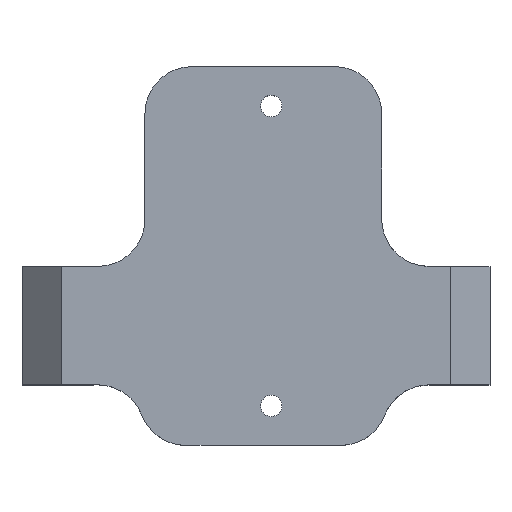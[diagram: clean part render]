
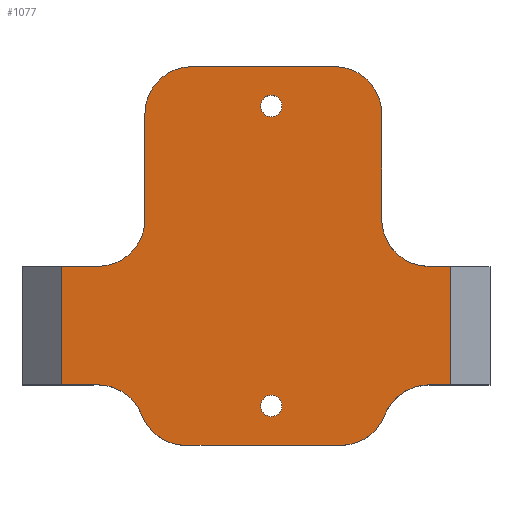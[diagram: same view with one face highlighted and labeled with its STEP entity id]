
A CAD part, top view. The second image highlights one B-rep face of the part: STEP entity #1077.
In plain terms, the highlighted planar face has unit normal (0, 0, 1).
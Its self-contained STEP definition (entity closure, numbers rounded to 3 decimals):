
#38=CIRCLE('',#1132,6.);
#41=CIRCLE('',#1137,6.);
#50=CIRCLE('',#1148,6.);
#51=CIRCLE('',#1150,6.);
#52=CIRCLE('',#1152,6.);
#53=CIRCLE('',#1155,6.);
#55=CIRCLE('',#1161,6.);
#56=CIRCLE('',#1164,6.);
#61=CIRCLE('',#1177,1.35);
#62=CIRCLE('',#1180,1.35);
#79=FACE_BOUND('',#194,.T.);
#80=FACE_BOUND('',#195,.T.);
#123=FACE_OUTER_BOUND('',#193,.T.);
#193=EDGE_LOOP('',(#895,#896,#897,#898,#899,#900,#901,#902,#903,#904,#905,
#906,#907,#908,#909,#910,#911,#912));
#194=EDGE_LOOP('',(#913));
#195=EDGE_LOOP('',(#914));
#247=LINE('',#1575,#361);
#254=LINE('',#1588,#368);
#256=LINE('',#1596,#370);
#263=LINE('',#1609,#377);
#280=LINE('',#1678,#394);
#286=LINE('',#1694,#400);
#292=LINE('',#1706,#406);
#294=LINE('',#1713,#408);
#301=LINE('',#1738,#415);
#303=LINE('',#1744,#417);
#361=VECTOR('',#1261,10.);
#368=VECTOR('',#1270,1000.);
#370=VECTOR('',#1276,10.);
#377=VECTOR('',#1287,1000.);
#394=VECTOR('',#1354,10.);
#400=VECTOR('',#1370,10.);
#406=VECTOR('',#1378,10.);
#408=VECTOR('',#1386,10.);
#415=VECTOR('',#1419,10.);
#417=VECTOR('',#1427,10.);
#469=VERTEX_POINT('',#1572);
#470=VERTEX_POINT('',#1574);
#475=VERTEX_POINT('',#1586);
#478=VERTEX_POINT('',#1593);
#479=VERTEX_POINT('',#1595);
#483=VERTEX_POINT('',#1608);
#488=VERTEX_POINT('',#1619);
#489=VERTEX_POINT('',#1621);
#506=VERTEX_POINT('',#1663);
#507=VERTEX_POINT('',#1664);
#508=VERTEX_POINT('',#1671);
#509=VERTEX_POINT('',#1672);
#510=VERTEX_POINT('',#1677);
#511=VERTEX_POINT('',#1681);
#512=VERTEX_POINT('',#1683);
#520=VERTEX_POINT('',#1704);
#521=VERTEX_POINT('',#1708);
#522=VERTEX_POINT('',#1712);
#528=VERTEX_POINT('',#1740);
#534=VERTEX_POINT('',#1757);
#577=EDGE_CURVE('',#469,#470,#247,.T.);
#584=EDGE_CURVE('',#469,#475,#254,.T.);
#587=EDGE_CURVE('',#478,#479,#256,.T.);
#594=EDGE_CURVE('',#483,#479,#263,.T.);
#600=EDGE_CURVE('',#488,#489,#38,.T.);
#606=EDGE_CURVE('',#483,#488,#41,.T.);
#622=EDGE_CURVE('',#506,#507,#50,.T.);
#625=EDGE_CURVE('',#507,#475,#51,.T.);
#626=EDGE_CURVE('',#508,#509,#52,.T.);
#629=EDGE_CURVE('',#510,#509,#280,.T.);
#632=EDGE_CURVE('',#511,#512,#53,.T.);
#638=EDGE_CURVE('',#478,#512,#286,.T.);
#644=EDGE_CURVE('',#511,#520,#292,.T.);
#645=EDGE_CURVE('',#510,#521,#55,.T.);
#647=EDGE_CURVE('',#522,#521,#294,.T.);
#649=EDGE_CURVE('',#522,#520,#56,.T.);
#659=EDGE_CURVE('',#506,#489,#301,.T.);
#661=EDGE_CURVE('',#528,#528,#61,.T.);
#662=EDGE_CURVE('',#508,#470,#303,.T.);
#670=EDGE_CURVE('',#534,#534,#62,.T.);
#895=ORIENTED_EDGE('',*,*,#577,.F.);
#896=ORIENTED_EDGE('',*,*,#584,.T.);
#897=ORIENTED_EDGE('',*,*,#625,.F.);
#898=ORIENTED_EDGE('',*,*,#622,.F.);
#899=ORIENTED_EDGE('',*,*,#659,.T.);
#900=ORIENTED_EDGE('',*,*,#600,.F.);
#901=ORIENTED_EDGE('',*,*,#606,.F.);
#902=ORIENTED_EDGE('',*,*,#594,.T.);
#903=ORIENTED_EDGE('',*,*,#587,.F.);
#904=ORIENTED_EDGE('',*,*,#638,.T.);
#905=ORIENTED_EDGE('',*,*,#632,.F.);
#906=ORIENTED_EDGE('',*,*,#644,.T.);
#907=ORIENTED_EDGE('',*,*,#649,.F.);
#908=ORIENTED_EDGE('',*,*,#647,.T.);
#909=ORIENTED_EDGE('',*,*,#645,.F.);
#910=ORIENTED_EDGE('',*,*,#629,.T.);
#911=ORIENTED_EDGE('',*,*,#626,.F.);
#912=ORIENTED_EDGE('',*,*,#662,.T.);
#913=ORIENTED_EDGE('',*,*,#661,.T.);
#914=ORIENTED_EDGE('',*,*,#670,.T.);
#1023=PLANE('',#1181);
#1077=ADVANCED_FACE('',(#123,#79,#80),#1023,.T.);
#1132=AXIS2_PLACEMENT_3D('',#1622,#1297,#1298);
#1137=AXIS2_PLACEMENT_3D('',#1632,#1309,#1310);
#1148=AXIS2_PLACEMENT_3D('',#1665,#1338,#1339);
#1150=AXIS2_PLACEMENT_3D('',#1669,#1344,#1345);
#1152=AXIS2_PLACEMENT_3D('',#1673,#1348,#1349);
#1155=AXIS2_PLACEMENT_3D('',#1684,#1359,#1360);
#1161=AXIS2_PLACEMENT_3D('',#1709,#1381,#1382);
#1164=AXIS2_PLACEMENT_3D('',#1716,#1390,#1391);
#1177=AXIS2_PLACEMENT_3D('',#1742,#1423,#1424);
#1180=AXIS2_PLACEMENT_3D('',#1759,#1437,#1438);
#1181=AXIS2_PLACEMENT_3D('',#1760,#1439,#1440);
#1261=DIRECTION('',(0.,1.,0.));
#1270=DIRECTION('',(1.,0.,0.));
#1276=DIRECTION('',(0.,-1.,0.));
#1287=DIRECTION('',(1.,0.,0.));
#1297=DIRECTION('center_axis',(0.,0.,-1.));
#1298=DIRECTION('ref_axis',(0.,1.,0.));
#1309=DIRECTION('center_axis',(0.,0.,1.));
#1310=DIRECTION('ref_axis',(-0.707,0.707,0.));
#1338=DIRECTION('center_axis',(0.,0.,-1.));
#1339=DIRECTION('ref_axis',(0.,1.,0.));
#1344=DIRECTION('center_axis',(0.,0.,1.));
#1345=DIRECTION('ref_axis',(0.707,0.707,0.));
#1348=DIRECTION('center_axis',(0.,0.,1.));
#1349=DIRECTION('ref_axis',(0.707,-0.707,0.));
#1354=DIRECTION('',(0.,-1.,0.));
#1359=DIRECTION('center_axis',(0.,0.,1.));
#1360=DIRECTION('ref_axis',(-0.707,-0.707,0.));
#1370=DIRECTION('',(-1.,0.,0.));
#1378=DIRECTION('',(0.,1.,0.));
#1381=DIRECTION('center_axis',(0.,0.,-1.));
#1382=DIRECTION('ref_axis',(-0.707,0.707,0.));
#1386=DIRECTION('',(-1.,0.,0.));
#1390=DIRECTION('center_axis',(0.,0.,-1.));
#1391=DIRECTION('ref_axis',(0.707,0.707,0.));
#1419=DIRECTION('',(1.,0.,0.));
#1423=DIRECTION('center_axis',(0.,0.,-1.));
#1424=DIRECTION('ref_axis',(1.,0.,0.));
#1427=DIRECTION('',(-1.,0.,0.));
#1437=DIRECTION('center_axis',(0.,0.,-1.));
#1438=DIRECTION('ref_axis',(1.,0.,0.));
#1439=DIRECTION('center_axis',(0.,0.,1.));
#1440=DIRECTION('ref_axis',(1.,0.,0.));
#1572=CARTESIAN_POINT('',(14.545,90.816,9.035));
#1574=CARTESIAN_POINT('',(14.545,105.816,9.035));
#1575=CARTESIAN_POINT('',(14.545,90.816,9.035));
#1586=CARTESIAN_POINT('',(19.123,90.816,9.035));
#1588=CARTESIAN_POINT('',(9.545,90.816,9.035));
#1593=CARTESIAN_POINT('',(63.845,105.816,9.035));
#1595=CARTESIAN_POINT('',(63.845,90.816,9.035));
#1596=CARTESIAN_POINT('',(63.845,90.816,9.035));
#1608=CARTESIAN_POINT('',(61.123,90.816,9.035));
#1609=CARTESIAN_POINT('',(9.545,90.816,9.035));
#1619=CARTESIAN_POINT('',(55.527,86.98,9.035));
#1621=CARTESIAN_POINT('',(49.931,83.144,9.035));
#1622=CARTESIAN_POINT('Origin',(49.931,89.144,9.035));
#1632=CARTESIAN_POINT('Origin',(61.123,84.816,9.035));
#1663=CARTESIAN_POINT('',(30.315,83.144,9.035));
#1664=CARTESIAN_POINT('',(24.719,86.98,9.035));
#1665=CARTESIAN_POINT('Origin',(30.315,89.144,9.035));
#1669=CARTESIAN_POINT('Origin',(19.123,84.816,9.035));
#1671=CARTESIAN_POINT('',(19.123,105.816,9.035));
#1672=CARTESIAN_POINT('',(25.123,111.816,9.035));
#1673=CARTESIAN_POINT('Origin',(19.123,111.816,9.035));
#1677=CARTESIAN_POINT('',(25.123,125.144,9.035));
#1678=CARTESIAN_POINT('',(25.123,131.144,9.035));
#1681=CARTESIAN_POINT('',(55.123,111.816,9.035));
#1683=CARTESIAN_POINT('',(61.123,105.816,9.035));
#1684=CARTESIAN_POINT('Origin',(61.123,111.816,9.035));
#1694=CARTESIAN_POINT('',(24.37,105.816,9.035));
#1704=CARTESIAN_POINT('',(55.123,125.144,9.035));
#1706=CARTESIAN_POINT('',(55.123,83.144,9.035));
#1708=CARTESIAN_POINT('',(31.123,131.144,9.035));
#1709=CARTESIAN_POINT('Origin',(31.123,125.144,9.035));
#1712=CARTESIAN_POINT('',(49.123,131.144,9.035));
#1713=CARTESIAN_POINT('',(55.123,131.144,9.035));
#1716=CARTESIAN_POINT('Origin',(49.123,125.144,9.035));
#1738=CARTESIAN_POINT('',(25.123,83.144,9.035));
#1740=CARTESIAN_POINT('',(39.773,88.144,9.035));
#1742=CARTESIAN_POINT('Origin',(41.123,88.144,9.035));
#1744=CARTESIAN_POINT('',(24.37,105.816,9.035));
#1757=CARTESIAN_POINT('',(39.773,126.144,9.035));
#1759=CARTESIAN_POINT('Origin',(41.123,126.144,9.035));
#1760=CARTESIAN_POINT('Origin',(9.545,90.816,9.035));
